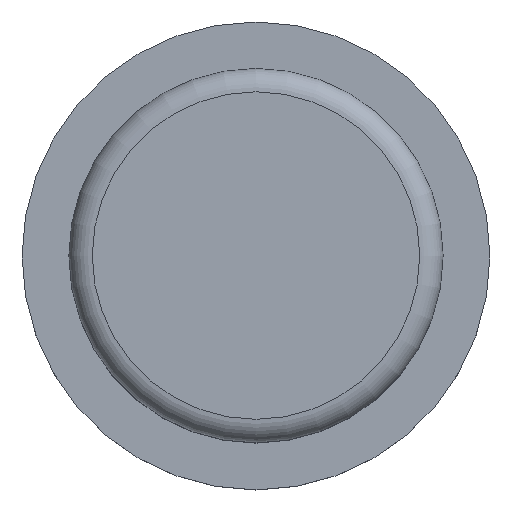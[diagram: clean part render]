
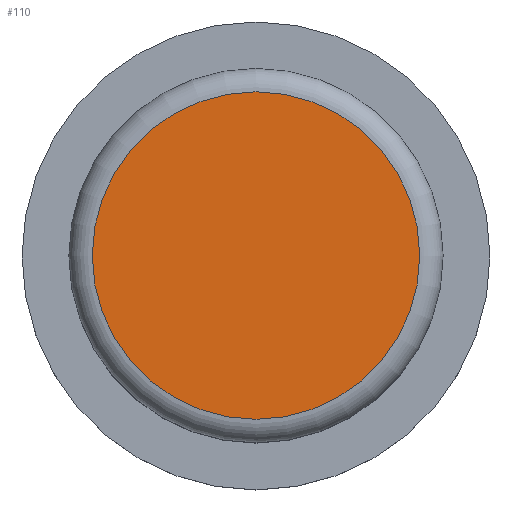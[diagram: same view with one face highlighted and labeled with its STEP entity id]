
A CAD part, top view. The second image highlights one B-rep face of the part: STEP entity #110.
In plain terms, the highlighted planar face has unit normal (0, 0, 1).
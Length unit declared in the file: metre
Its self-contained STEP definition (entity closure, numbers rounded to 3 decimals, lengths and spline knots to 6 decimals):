
#17=PLANE('',#152);
#30=ORIENTED_EDGE('',*,*,#44,.T.);
#44=EDGE_CURVE('',#53,#53,#62,.T.);
#53=VERTEX_POINT('',#223);
#62=CIRCLE('',#153,0.007);
#75=EDGE_LOOP('',(#30));
#93=FACE_BOUND('',#75,.T.);
#110=ADVANCED_FACE('',(#93),#17,.T.);
#152=AXIS2_PLACEMENT_3D('',#221,#186,#187);
#153=AXIS2_PLACEMENT_3D('',#222,#188,#189);
#186=DIRECTION('',(0.,0.,1.));
#187=DIRECTION('',(1.,0.,0.));
#188=DIRECTION('',(0.,0.,1.));
#189=DIRECTION('',(1.,0.,0.));
#221=CARTESIAN_POINT('',(0.,0.,0.01));
#222=CARTESIAN_POINT('',(0.,0.,0.01));
#223=CARTESIAN_POINT('',(0.007,0.,0.01));
